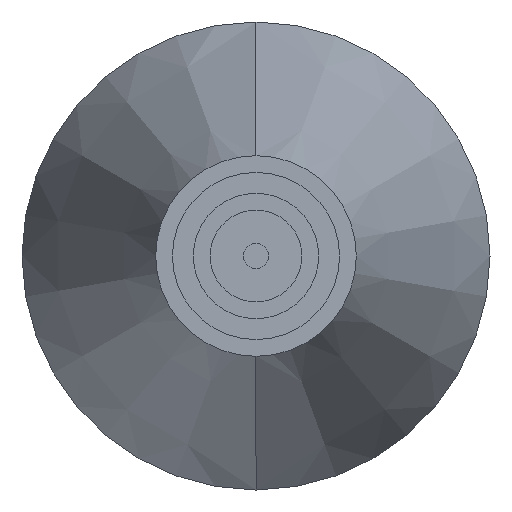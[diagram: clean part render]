
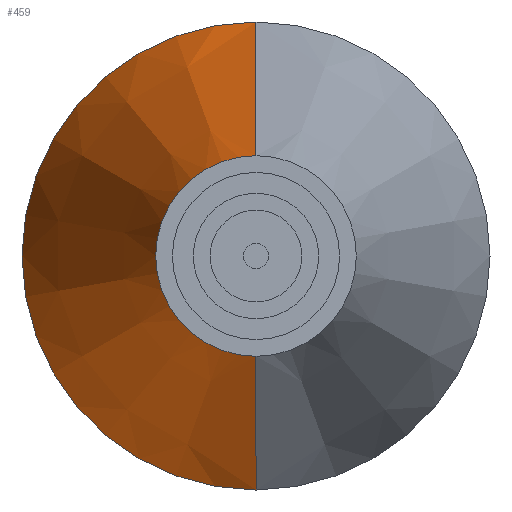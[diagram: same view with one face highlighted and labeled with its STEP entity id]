
A CAD part, left-side view. The second image highlights one B-rep face of the part: STEP entity #459.
In plain terms, the highlighted conical face has half-angle 17.103 degrees and reference radius 56 mm.
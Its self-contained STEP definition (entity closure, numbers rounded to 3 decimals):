
#3 = CARTESIAN_POINT ( 'NONE',  ( 118.12, 0., 24. ) ) ;
#88 = FACE_OUTER_BOUND ( 'NONE', #632, .T. ) ;
#117 = CARTESIAN_POINT ( 'NONE',  ( 222.12, 0., 56. ) ) ;
#142 = VERTEX_POINT ( 'NONE', #3 ) ;
#145 = ORIENTED_EDGE ( 'NONE', *, *, #395, .F. ) ;
#158 = DIRECTION ( 'NONE',  ( 0.956, 0., 0.294 ) ) ;
#168 = EDGE_CURVE ( 'NONE', #142, #348, #603, .T. ) ;
#183 = CARTESIAN_POINT ( 'NONE',  ( 222.12, 0., 0. ) ) ;
#204 = VERTEX_POINT ( 'NONE', #210 ) ;
#207 = CARTESIAN_POINT ( 'NONE',  ( 222.12, 0., 56. ) ) ;
#210 = CARTESIAN_POINT ( 'NONE',  ( 222.12, 0., -56. ) ) ;
#224 = CARTESIAN_POINT ( 'NONE',  ( 118.12, 0., 0. ) ) ;
#226 = LINE ( 'NONE', #423, #460 ) ;
#232 = DIRECTION ( 'NONE',  ( 0., 0., 1. ) ) ;
#234 = VERTEX_POINT ( 'NONE', #610 ) ;
#267 = DIRECTION ( 'NONE',  ( 0., 0., 1. ) ) ;
#270 = CONICAL_SURFACE ( 'NONE', #369, 56., 0.298 ) ;
#278 = ORIENTED_EDGE ( 'NONE', *, *, #168, .T. ) ;
#304 = EDGE_CURVE ( 'NONE', #348, #204, #332, .T. ) ;
#313 = CARTESIAN_POINT ( 'NONE',  ( 222.12, 0., 0. ) ) ;
#332 = CIRCLE ( 'NONE', #582, 56. ) ;
#337 = VECTOR ( 'NONE', #158, 1000. ) ;
#348 = VERTEX_POINT ( 'NONE', #117 ) ;
#369 = AXIS2_PLACEMENT_3D ( 'NONE', #183, #435, #631 ) ;
#395 = EDGE_CURVE ( 'NONE', #142, #234, #425, .T. ) ;
#402 = EDGE_CURVE ( 'NONE', #234, #204, #226, .T. ) ;
#406 = AXIS2_PLACEMENT_3D ( 'NONE', #224, #421, #232 ) ;
#421 = DIRECTION ( 'NONE',  ( -1., 0., 0. ) ) ;
#423 = CARTESIAN_POINT ( 'NONE',  ( 222.12, 0., -56. ) ) ;
#425 = CIRCLE ( 'NONE', #406, 24. ) ;
#435 = DIRECTION ( 'NONE',  ( 1., 0., 0. ) ) ;
#437 = ORIENTED_EDGE ( 'NONE', *, *, #304, .T. ) ;
#459 = ADVANCED_FACE ( 'NONE', ( #88 ), #270, .T. ) ;
#460 = VECTOR ( 'NONE', #590, 1000. ) ;
#512 = DIRECTION ( 'NONE',  ( -1., 0., 0. ) ) ;
#582 = AXIS2_PLACEMENT_3D ( 'NONE', #313, #512, #267 ) ;
#590 = DIRECTION ( 'NONE',  ( 0.956, 0., -0.294 ) ) ;
#603 = LINE ( 'NONE', #207, #337 ) ;
#610 = CARTESIAN_POINT ( 'NONE',  ( 118.12, 0., -24. ) ) ;
#628 = ORIENTED_EDGE ( 'NONE', *, *, #402, .F. ) ;
#631 = DIRECTION ( 'NONE',  ( 0., 0., -1. ) ) ;
#632 = EDGE_LOOP ( 'NONE', ( #145, #278, #437, #628 ) ) ;
